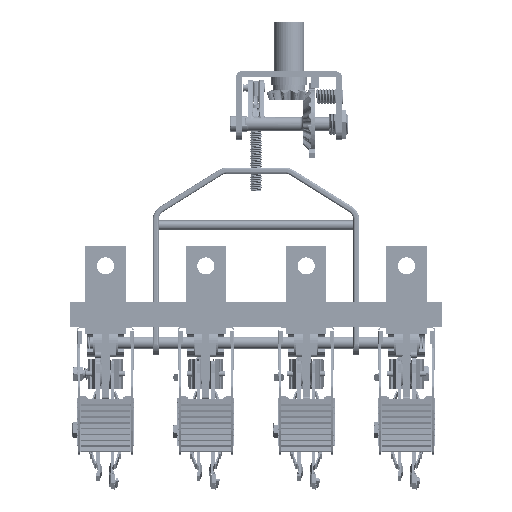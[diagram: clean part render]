
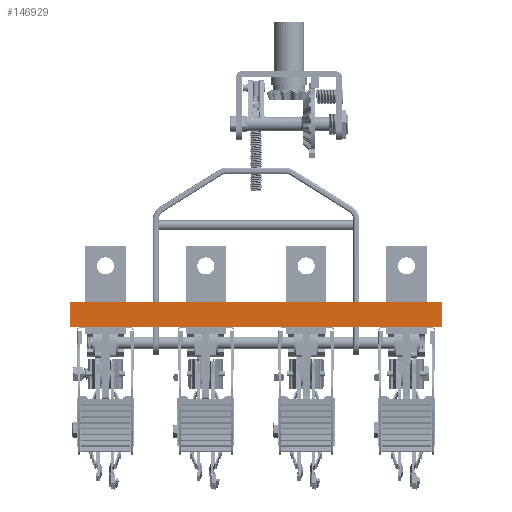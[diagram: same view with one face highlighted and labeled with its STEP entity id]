
A CAD part, front view. The second image highlights one B-rep face of the part: STEP entity #146929.
In plain terms, the highlighted planar face has unit normal (0, -1, 0).
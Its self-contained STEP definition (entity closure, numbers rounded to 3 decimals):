
#1432 = AXIS2_PLACEMENT_3D ( 'NONE', #34176, #70152, #234462 ) ;
#10878 = DIRECTION ( 'NONE',  ( 1., 0., 0. ) ) ;
#12898 = DIRECTION ( 'NONE',  ( 0., 0., -1. ) ) ;
#31805 = PLANE ( 'NONE',  #1432 ) ;
#34176 = CARTESIAN_POINT ( 'NONE',  ( -167.228, -130.621, 382.5 ) ) ;
#46396 = LINE ( 'NONE', #189142, #183944 ) ;
#47628 = ORIENTED_EDGE ( 'NONE', *, *, #57825, .T. ) ;
#49885 = CARTESIAN_POINT ( 'NONE',  ( 202.772, -130.621, 382.5 ) ) ;
#51006 = FACE_OUTER_BOUND ( 'NONE', #62613, .T. ) ;
#55374 = ORIENTED_EDGE ( 'NONE', *, *, #176222, .F. ) ;
#57825 = EDGE_CURVE ( 'NONE', #218618, #136517, #46396, .T. ) ;
#62613 = EDGE_LOOP ( 'NONE', ( #47628, #55374, #230038, #92174 ) ) ;
#70152 = DIRECTION ( 'NONE',  ( 0., 1., 0. ) ) ;
#72075 = VECTOR ( 'NONE', #10878, 1000. ) ;
#81096 = CARTESIAN_POINT ( 'NONE',  ( 202.772, -130.621, 382.5 ) ) ;
#84905 = LINE ( 'NONE', #177200, #127199 ) ;
#85862 = LINE ( 'NONE', #49885, #190741 ) ;
#88626 = EDGE_CURVE ( 'NONE', #206714, #218014, #232713, .T. ) ;
#92174 = ORIENTED_EDGE ( 'NONE', *, *, #188726, .T. ) ;
#104100 = CARTESIAN_POINT ( 'NONE',  ( -167.228, -130.621, 357.5 ) ) ;
#109033 = CARTESIAN_POINT ( 'NONE',  ( -167.228, -130.621, 382.5 ) ) ;
#118771 = CARTESIAN_POINT ( 'NONE',  ( 202.772, -130.621, 357.5 ) ) ;
#119541 = DIRECTION ( 'NONE',  ( 1., 0., 0. ) ) ;
#127199 = VECTOR ( 'NONE', #12898, 1000. ) ;
#136517 = VERTEX_POINT ( 'NONE', #118771 ) ;
#146929 = ADVANCED_FACE ( 'NONE', ( #51006 ), #31805, .F. ) ;
#175169 = CARTESIAN_POINT ( 'NONE',  ( -167.228, -130.621, 382.5 ) ) ;
#176222 = EDGE_CURVE ( 'NONE', #218014, #136517, #85862, .T. ) ;
#177200 = CARTESIAN_POINT ( 'NONE',  ( -167.228, -130.621, 382.5 ) ) ;
#183944 = VECTOR ( 'NONE', #119541, 1000. ) ;
#188726 = EDGE_CURVE ( 'NONE', #206714, #218618, #84905, .T. ) ;
#189142 = CARTESIAN_POINT ( 'NONE',  ( -167.228, -130.621, 357.5 ) ) ;
#190741 = VECTOR ( 'NONE', #197319, 1000. ) ;
#197319 = DIRECTION ( 'NONE',  ( 0., 0., -1. ) ) ;
#206714 = VERTEX_POINT ( 'NONE', #109033 ) ;
#218014 = VERTEX_POINT ( 'NONE', #81096 ) ;
#218618 = VERTEX_POINT ( 'NONE', #104100 ) ;
#230038 = ORIENTED_EDGE ( 'NONE', *, *, #88626, .F. ) ;
#232713 = LINE ( 'NONE', #175169, #72075 ) ;
#234462 = DIRECTION ( 'NONE',  ( 1., 0., 0. ) ) ;
